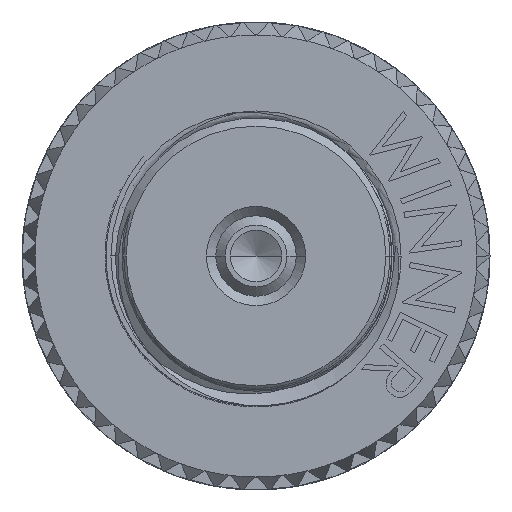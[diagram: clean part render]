
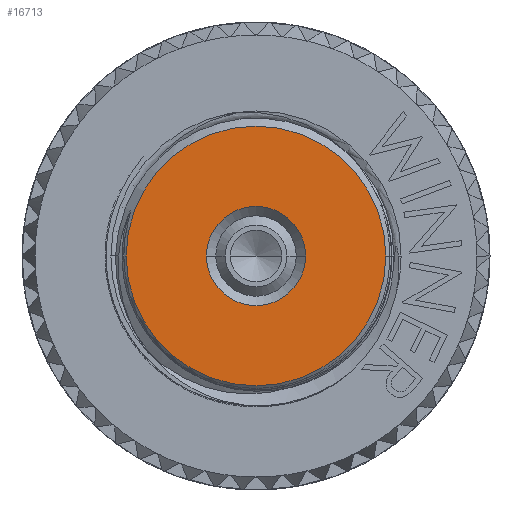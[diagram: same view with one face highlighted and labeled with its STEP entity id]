
A CAD part, left-side view. The second image highlights one B-rep face of the part: STEP entity #16713.
In plain terms, the highlighted planar face has unit normal (-1, 0, 0).
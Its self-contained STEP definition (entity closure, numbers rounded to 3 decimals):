
#1072 = DIRECTION ( 'NONE',  ( 0., -1., 0. ) ) ;
#2454 = EDGE_LOOP ( 'NONE', ( #6668, #10380 ) ) ;
#2903 = DIRECTION ( 'NONE',  ( -1., 0., 0. ) ) ;
#3970 = AXIS2_PLACEMENT_3D ( 'NONE', #11643, #32990, #14723 ) ;
#4003 = CIRCLE ( 'NONE', #14051, 6.935 ) ;
#4447 = VERTEX_POINT ( 'NONE', #4813 ) ;
#4813 = CARTESIAN_POINT ( 'NONE',  ( -67.001, 2.65, 0. ) ) ;
#4867 = CARTESIAN_POINT ( 'NONE',  ( -67.001, 6.935, 0. ) ) ;
#5704 = CIRCLE ( 'NONE', #9105, 6.935 ) ;
#5768 = DIRECTION ( 'NONE',  ( 0., 1., 0. ) ) ;
#6366 = CARTESIAN_POINT ( 'NONE',  ( -67.001, 0., 0. ) ) ;
#6528 = CARTESIAN_POINT ( 'NONE',  ( -67.001, -2.65, 0. ) ) ;
#6668 = ORIENTED_EDGE ( 'NONE', *, *, #14964, .T. ) ;
#9105 = AXIS2_PLACEMENT_3D ( 'NONE', #18199, #30056, #5768 ) ;
#9270 = EDGE_CURVE ( 'NONE', #31942, #34232, #5704, .T. ) ;
#10162 = DIRECTION ( 'NONE',  ( 1., 0., 0. ) ) ;
#10380 = ORIENTED_EDGE ( 'NONE', *, *, #9270, .T. ) ;
#11643 = CARTESIAN_POINT ( 'NONE',  ( -67.001, 0., 0. ) ) ;
#12123 = DIRECTION ( 'NONE',  ( 0., 1., 0. ) ) ;
#12561 = FACE_BOUND ( 'NONE', #13718, .T. ) ;
#13718 = EDGE_LOOP ( 'NONE', ( #19809, #33440 ) ) ;
#14051 = AXIS2_PLACEMENT_3D ( 'NONE', #19626, #17084, #16964 ) ;
#14723 = DIRECTION ( 'NONE',  ( 0., 1., 0. ) ) ;
#14964 = EDGE_CURVE ( 'NONE', #34232, #31942, #4003, .T. ) ;
#15941 = PLANE ( 'NONE',  #27151 ) ;
#15983 = EDGE_CURVE ( 'NONE', #4447, #19299, #34051, .T. ) ;
#16713 = ADVANCED_FACE ( 'NONE', ( #20664, #12561 ), #15941, .F. ) ;
#16964 = DIRECTION ( 'NONE',  ( 0., 1., 0. ) ) ;
#17084 = DIRECTION ( 'NONE',  ( -1., 0., 0. ) ) ;
#18131 = CARTESIAN_POINT ( 'NONE',  ( -67.001, -6.935, 0. ) ) ;
#18199 = CARTESIAN_POINT ( 'NONE',  ( -67.001, 0., 0. ) ) ;
#19299 = VERTEX_POINT ( 'NONE', #6528 ) ;
#19626 = CARTESIAN_POINT ( 'NONE',  ( -67.001, 0., 0. ) ) ;
#19809 = ORIENTED_EDGE ( 'NONE', *, *, #15983, .F. ) ;
#20664 = FACE_OUTER_BOUND ( 'NONE', #2454, .T. ) ;
#21357 = EDGE_CURVE ( 'NONE', #19299, #4447, #33825, .T. ) ;
#27151 = AXIS2_PLACEMENT_3D ( 'NONE', #28037, #10162, #1072 ) ;
#28037 = CARTESIAN_POINT ( 'NONE',  ( -67.001, 0., 0. ) ) ;
#30056 = DIRECTION ( 'NONE',  ( -1., 0., 0. ) ) ;
#31942 = VERTEX_POINT ( 'NONE', #4867 ) ;
#32990 = DIRECTION ( 'NONE',  ( -1., 0., 0. ) ) ;
#33440 = ORIENTED_EDGE ( 'NONE', *, *, #21357, .F. ) ;
#33530 = AXIS2_PLACEMENT_3D ( 'NONE', #6366, #2903, #12123 ) ;
#33825 = CIRCLE ( 'NONE', #3970, 2.65 ) ;
#34051 = CIRCLE ( 'NONE', #33530, 2.65 ) ;
#34232 = VERTEX_POINT ( 'NONE', #18131 ) ;
